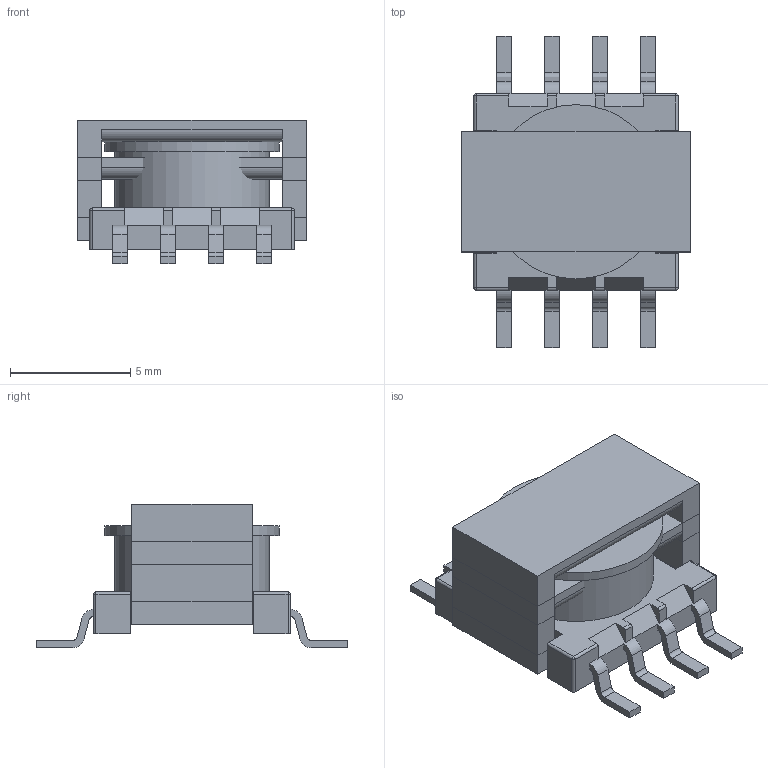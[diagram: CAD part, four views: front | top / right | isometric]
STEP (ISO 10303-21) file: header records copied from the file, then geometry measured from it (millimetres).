
FILE_DESCRIPTION( ( 'Unknown' ), '1' );
FILE_NAME( '750370042.stp', 'Unknown', ( 'Unknown' ), ( 'Unknown' ), 'XStep 1.0', 'Unknown', ' ' );
FILE_SCHEMA( ( 'automotive_design' ) );
Length unit declared in the file: millimetre
Products named in the file (3): Assem1; Gehäuse; ER 9.5
Bounding box: 9.5 x 12.95 x 5.97 mm (x, y, z)
Volume: 464.5 mm3; surface area: 1173 mm2
Topology: 5 solids, 5 shells, 348 faces, 936 edges, 597 vertices
Faces by surface type: plane 225, cylinder 115, sphere 8
Full cylindrical faces by diameter (mm): 3.5 x3, 3.7 x2, 6.45 x2, 7.25 x2
Entity records: 6408 total; most frequent: CARTESIAN_POINT 895, DIRECTION 894, ORIENTED_EDGE 880, EDGE_CURVE 440, LINE 328, VECTOR 328, VERTEX_POINT 284, AXIS2_PLACEMENT_3D 283
